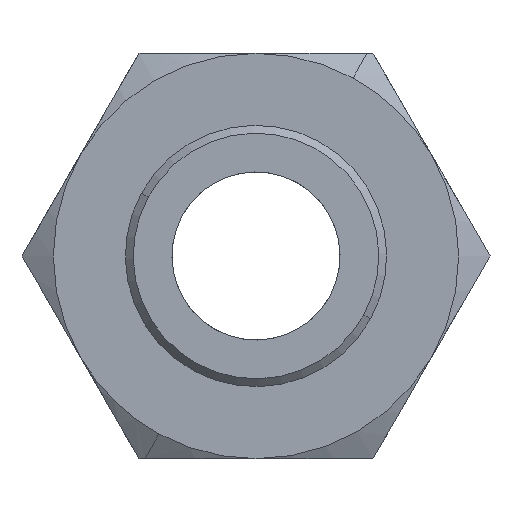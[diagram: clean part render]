
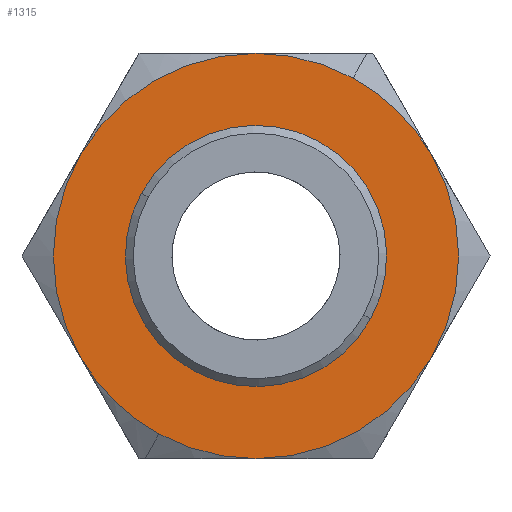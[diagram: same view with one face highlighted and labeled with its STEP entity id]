
A CAD part, front view. The second image highlights one B-rep face of the part: STEP entity #1315.
In plain terms, the highlighted planar face has unit normal (0, -1, 0).
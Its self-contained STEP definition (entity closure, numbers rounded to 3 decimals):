
#415=CARTESIAN_POINT('Vertex',(17.754,18.5,-10.25)) ;
#466=CARTESIAN_POINT('Vertex',(0.,18.5,-20.5)) ;
#1182=CARTESIAN_POINT('Vertex',(-17.754,18.5,-10.25)) ;
#1224=CARTESIAN_POINT('Vertex',(-9.828,18.5,-17.99)) ;
#1227=CARTESIAN_POINT('Axis2P3D Location',(0.,18.5,0.)) ;
#1239=CARTESIAN_POINT('Axis2P3D Location',(-13.221,18.5,0.)) ;
#1244=CARTESIAN_POINT('Axis2P3D Location',(0.,18.5,0.)) ;
#1248=CARTESIAN_POINT('Vertex',(9.828,18.5,17.99)) ;
#1250=CARTESIAN_POINT('Vertex',(17.754,18.5,10.25)) ;
#1253=CARTESIAN_POINT('Axis2P3D Location',(0.,18.5,0.)) ;
#1257=CARTESIAN_POINT('Vertex',(0.,18.5,20.5)) ;
#1260=CARTESIAN_POINT('Axis2P3D Location',(0.,18.5,0.)) ;
#1264=CARTESIAN_POINT('Vertex',(-17.754,18.5,10.25)) ;
#1267=CARTESIAN_POINT('Axis2P3D Location',(0.,18.5,0.)) ;
#1272=CARTESIAN_POINT('Axis2P3D Location',(0.,18.5,0.)) ;
#1277=CARTESIAN_POINT('Axis2P3D Location',(0.,18.5,0.)) ;
#1282=CARTESIAN_POINT('Axis2P3D Location',(0.,18.5,0.)) ;
#1297=CARTESIAN_POINT('Axis2P3D Location',(0.,18.5,0.)) ;
#1301=CARTESIAN_POINT('Vertex',(11.602,18.5,-6.338)) ;
#1303=CARTESIAN_POINT('Vertex',(-11.602,18.5,6.338)) ;
#1306=CARTESIAN_POINT('Axis2P3D Location',(0.,18.5,0.)) ;
#1228=DIRECTION('Axis2P3D Direction',(0.,1.,0.)) ;
#1240=DIRECTION('Axis2P3D Direction',(0.,1.,0.)) ;
#1241=DIRECTION('Axis2P3D XDirection',(1.,-0.,0.)) ;
#1245=DIRECTION('Axis2P3D Direction',(0.,1.,0.)) ;
#1254=DIRECTION('Axis2P3D Direction',(0.,1.,0.)) ;
#1261=DIRECTION('Axis2P3D Direction',(0.,1.,0.)) ;
#1268=DIRECTION('Axis2P3D Direction',(0.,1.,0.)) ;
#1273=DIRECTION('Axis2P3D Direction',(0.,1.,0.)) ;
#1278=DIRECTION('Axis2P3D Direction',(0.,1.,0.)) ;
#1283=DIRECTION('Axis2P3D Direction',(0.,1.,0.)) ;
#1298=DIRECTION('Axis2P3D Direction',(0.,1.,0.)) ;
#1307=DIRECTION('Axis2P3D Direction',(0.,1.,0.)) ;
#1229=AXIS2_PLACEMENT_3D('Circle Axis2P3D',#1227,#1228,$) ;
#1242=AXIS2_PLACEMENT_3D('Plane Axis2P3D',#1239,#1240,#1241) ;
#1246=AXIS2_PLACEMENT_3D('Circle Axis2P3D',#1244,#1245,$) ;
#1255=AXIS2_PLACEMENT_3D('Circle Axis2P3D',#1253,#1254,$) ;
#1262=AXIS2_PLACEMENT_3D('Circle Axis2P3D',#1260,#1261,$) ;
#1269=AXIS2_PLACEMENT_3D('Circle Axis2P3D',#1267,#1268,$) ;
#1274=AXIS2_PLACEMENT_3D('Circle Axis2P3D',#1272,#1273,$) ;
#1279=AXIS2_PLACEMENT_3D('Circle Axis2P3D',#1277,#1278,$) ;
#1284=AXIS2_PLACEMENT_3D('Circle Axis2P3D',#1282,#1283,$) ;
#1299=AXIS2_PLACEMENT_3D('Circle Axis2P3D',#1297,#1298,$) ;
#1308=AXIS2_PLACEMENT_3D('Circle Axis2P3D',#1306,#1307,$) ;
#1288=ORIENTED_EDGE('',*,*,#1252,.F.) ;
#1289=ORIENTED_EDGE('',*,*,#1259,.F.) ;
#1290=ORIENTED_EDGE('',*,*,#1266,.F.) ;
#1291=ORIENTED_EDGE('',*,*,#1271,.F.) ;
#1292=ORIENTED_EDGE('',*,*,#1231,.F.) ;
#1293=ORIENTED_EDGE('',*,*,#1276,.F.) ;
#1294=ORIENTED_EDGE('',*,*,#1281,.F.) ;
#1295=ORIENTED_EDGE('',*,*,#1286,.F.) ;
#1312=ORIENTED_EDGE('',*,*,#1305,.T.) ;
#1313=ORIENTED_EDGE('',*,*,#1310,.T.) ;
#1314=FACE_BOUND('',#1311,.T.) ;
#1315=ADVANCED_FACE('Corps principal',(#1296,#1314),#1243,.F.) ;
#1230=CIRCLE('generated circle',#1229,20.5) ;
#1247=CIRCLE('generated circle',#1246,20.5) ;
#1256=CIRCLE('generated circle',#1255,20.5) ;
#1263=CIRCLE('generated circle',#1262,20.5) ;
#1270=CIRCLE('generated circle',#1269,20.5) ;
#1275=CIRCLE('generated circle',#1274,20.5) ;
#1280=CIRCLE('generated circle',#1279,20.5) ;
#1285=CIRCLE('generated circle',#1284,20.5) ;
#1300=CIRCLE('generated circle',#1299,13.221) ;
#1309=CIRCLE('generated circle',#1308,13.221) ;
#1231=EDGE_CURVE('',#1225,#1183,#1230,.T.) ;
#1252=EDGE_CURVE('',#1249,#1251,#1247,.T.) ;
#1259=EDGE_CURVE('',#1258,#1249,#1256,.T.) ;
#1266=EDGE_CURVE('',#1265,#1258,#1263,.T.) ;
#1271=EDGE_CURVE('',#1183,#1265,#1270,.T.) ;
#1276=EDGE_CURVE('',#467,#1225,#1275,.T.) ;
#1281=EDGE_CURVE('',#416,#467,#1280,.T.) ;
#1286=EDGE_CURVE('',#1251,#416,#1285,.T.) ;
#1305=EDGE_CURVE('',#1302,#1304,#1300,.T.) ;
#1310=EDGE_CURVE('',#1304,#1302,#1309,.T.) ;
#1287=EDGE_LOOP('',(#1288,#1289,#1290,#1291,#1292,#1293,#1294,#1295)) ;
#1311=EDGE_LOOP('',(#1312,#1313)) ;
#1296=FACE_OUTER_BOUND('',#1287,.T.) ;
#1243=PLANE('',#1242) ;
#416=VERTEX_POINT('',#415) ;
#467=VERTEX_POINT('',#466) ;
#1183=VERTEX_POINT('',#1182) ;
#1225=VERTEX_POINT('',#1224) ;
#1249=VERTEX_POINT('',#1248) ;
#1251=VERTEX_POINT('',#1250) ;
#1258=VERTEX_POINT('',#1257) ;
#1265=VERTEX_POINT('',#1264) ;
#1302=VERTEX_POINT('',#1301) ;
#1304=VERTEX_POINT('',#1303) ;
